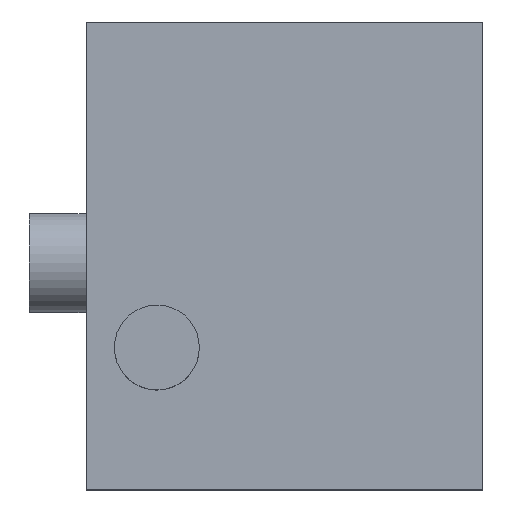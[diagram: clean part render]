
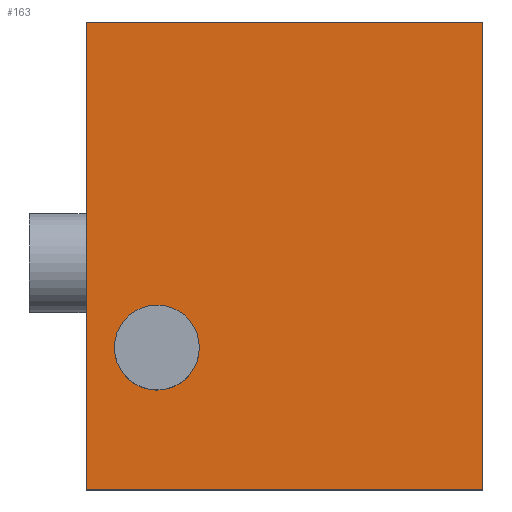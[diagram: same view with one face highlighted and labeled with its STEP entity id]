
A CAD part, top view. The second image highlights one B-rep face of the part: STEP entity #163.
In plain terms, the highlighted planar face has unit normal (0, 0, 1).
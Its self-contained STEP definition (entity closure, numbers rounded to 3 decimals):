
#24=FACE_BOUND('',#75,.T.);
#29=LINE('',#273,#43);
#33=LINE('',#280,#47);
#36=LINE('',#286,#50);
#38=LINE('',#289,#52);
#43=VECTOR('',#225,10.);
#47=VECTOR('',#231,10.);
#50=VECTOR('',#236,10.);
#52=VECTOR('',#240,10.);
#63=FACE_OUTER_BOUND('',#74,.T.);
#74=EDGE_LOOP('',(#138,#139,#140,#141));
#75=EDGE_LOOP('',(#142));
#79=CIRCLE('',#186,3.);
#83=VERTEX_POINT('',#259);
#87=VERTEX_POINT('',#270);
#88=VERTEX_POINT('',#272);
#90=VERTEX_POINT('',#278);
#92=VERTEX_POINT('',#284);
#96=EDGE_CURVE('',#83,#83,#79,.T.);
#101=EDGE_CURVE('',#87,#88,#29,.T.);
#105=EDGE_CURVE('',#90,#87,#33,.T.);
#108=EDGE_CURVE('',#92,#90,#36,.T.);
#110=EDGE_CURVE('',#88,#92,#38,.T.);
#138=ORIENTED_EDGE('',*,*,#110,.F.);
#139=ORIENTED_EDGE('',*,*,#101,.F.);
#140=ORIENTED_EDGE('',*,*,#105,.F.);
#141=ORIENTED_EDGE('',*,*,#108,.F.);
#142=ORIENTED_EDGE('',*,*,#96,.F.);
#153=PLANE('',#193);
#163=ADVANCED_FACE('',(#63,#24),#153,.F.);
#186=AXIS2_PLACEMENT_3D('',#261,#214,#215);
#193=AXIS2_PLACEMENT_3D('',#290,#241,#242);
#214=DIRECTION('center_axis',(0.,0.,1.));
#215=DIRECTION('ref_axis',(-1.,0.,0.));
#225=DIRECTION('',(1.,0.,0.));
#231=DIRECTION('',(0.,1.,0.));
#236=DIRECTION('',(-1.,0.,0.));
#240=DIRECTION('',(0.,-1.,0.));
#241=DIRECTION('center_axis',(0.,0.,-1.));
#242=DIRECTION('ref_axis',(1.,0.,0.));
#259=CARTESIAN_POINT('',(3.,36.,38.));
#261=CARTESIAN_POINT('Origin',(0.,36.,38.));
#270=CARTESIAN_POINT('',(-5.,59.,38.));
#272=CARTESIAN_POINT('',(23.,59.,38.));
#273=CARTESIAN_POINT('',(-5.,59.,38.));
#278=CARTESIAN_POINT('',(-5.,26.,38.));
#280=CARTESIAN_POINT('',(-5.,26.,38.));
#284=CARTESIAN_POINT('',(23.,26.,38.));
#286=CARTESIAN_POINT('',(23.,26.,38.));
#289=CARTESIAN_POINT('',(23.,59.,38.));
#290=CARTESIAN_POINT('Origin',(9.,42.5,38.));
